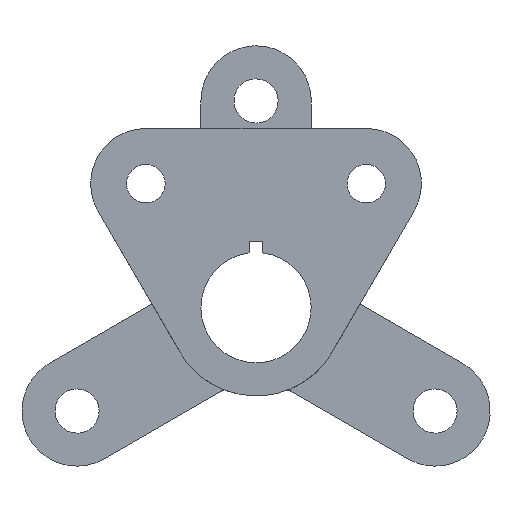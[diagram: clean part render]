
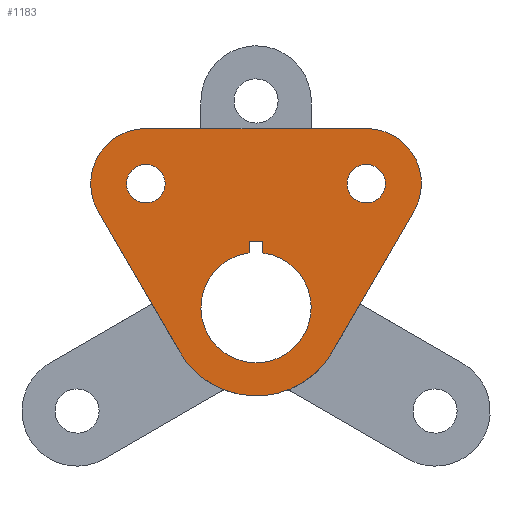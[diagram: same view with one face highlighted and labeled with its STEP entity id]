
A CAD part, front view. The second image highlights one B-rep face of the part: STEP entity #1183.
In plain terms, the highlighted free-form (B-spline) face has degree [1, 1] with [2, 2] control points.
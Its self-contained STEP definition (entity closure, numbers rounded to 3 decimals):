
#659 = VERTEX_POINT('',#660);
#660 = CARTESIAN_POINT('',(-45.759,0.,59.487));
#678 = VERTEX_POINT('',#679);
#679 = CARTESIAN_POINT('',(-45.759,0.,43.471));
#684 = EDGE_CURVE('',#678,#659,#685,.T.);
#685 = ( BOUNDED_CURVE() B_SPLINE_CURVE(2,(#686,#687,#688,#689,#690),
.UNSPECIFIED.,.F.,.F.) B_SPLINE_CURVE_WITH_KNOTS((3,2,3),(3.142,
4.712,6.283),.PIECEWISE_BEZIER_KNOTS.) CURVE() 
GEOMETRIC_REPRESENTATION_ITEM() RATIONAL_B_SPLINE_CURVE((1.,
0.707,1.,0.707,1.)) REPRESENTATION_ITEM('') );
#686 = CARTESIAN_POINT('',(-45.759,0.,43.471));
#687 = CARTESIAN_POINT('',(-53.767,0.,43.471));
#688 = CARTESIAN_POINT('',(-53.767,0.,51.479));
#689 = CARTESIAN_POINT('',(-53.767,0.,59.487));
#690 = CARTESIAN_POINT('',(-45.759,0.,59.487));
#755 = VERTEX_POINT('',#756);
#756 = CARTESIAN_POINT('',(45.759,0.,59.487));
#774 = VERTEX_POINT('',#775);
#775 = CARTESIAN_POINT('',(45.759,0.,43.471));
#780 = EDGE_CURVE('',#774,#755,#781,.T.);
#781 = ( BOUNDED_CURVE() B_SPLINE_CURVE(2,(#782,#783,#784,#785,#786),
.UNSPECIFIED.,.F.,.F.) B_SPLINE_CURVE_WITH_KNOTS((3,2,3),(3.142,
4.712,6.283),.PIECEWISE_BEZIER_KNOTS.) CURVE() 
GEOMETRIC_REPRESENTATION_ITEM() RATIONAL_B_SPLINE_CURVE((1.,
0.707,1.,0.707,1.)) REPRESENTATION_ITEM('') );
#782 = CARTESIAN_POINT('',(45.759,0.,43.471));
#783 = CARTESIAN_POINT('',(37.751,0.,43.471));
#784 = CARTESIAN_POINT('',(37.751,0.,51.479));
#785 = CARTESIAN_POINT('',(37.751,0.,59.487));
#786 = CARTESIAN_POINT('',(45.759,0.,59.487));
#805 = VERTEX_POINT('',#806);
#806 = CARTESIAN_POINT('',(2.86,0.,22.7));
#811 = EDGE_CURVE('',#805,#812,#814,.T.);
#812 = VERTEX_POINT('',#813);
#813 = CARTESIAN_POINT('',(0.,0.,-22.88));
#814 = ( BOUNDED_CURVE() B_SPLINE_CURVE(2,(#815,#816,#817,#818,#819),
.UNSPECIFIED.,.F.,.F.) B_SPLINE_CURVE_WITH_KNOTS((3,2,3),(0.125
,1.633,3.142),.PIECEWISE_BEZIER_KNOTS.) CURVE() 
GEOMETRIC_REPRESENTATION_ITEM() RATIONAL_B_SPLINE_CURVE((1.,
0.729,1.,0.729,1.)) REPRESENTATION_ITEM('') );
#815 = CARTESIAN_POINT('',(2.86,0.,22.7));
#816 = CARTESIAN_POINT('',(24.18,0.,20.014));
#817 = CARTESIAN_POINT('',(22.835,0.,-1.433));
#818 = CARTESIAN_POINT('',(21.489,0.,-22.88));
#819 = CARTESIAN_POINT('',(0.,0.,-22.88));
#922 = VERTEX_POINT('',#923);
#923 = CARTESIAN_POINT('',(31.659,0.,-18.379));
#928 = EDGE_CURVE('',#922,#929,#931,.T.);
#929 = VERTEX_POINT('',#930);
#930 = CARTESIAN_POINT('',(0.,0.,-36.607));
#931 = ( BOUNDED_CURVE() B_SPLINE_CURVE(2,(#932,#933,#934),
.UNSPECIFIED.,.F.,.F.) B_SPLINE_CURVE_WITH_KNOTS((3,3),(2.097,
3.142),.PIECEWISE_BEZIER_KNOTS.) CURVE() 
GEOMETRIC_REPRESENTATION_ITEM() RATIONAL_B_SPLINE_CURVE((1.,
0.867,1.)) REPRESENTATION_ITEM('') );
#932 = CARTESIAN_POINT('',(31.659,0.,-18.379));
#933 = CARTESIAN_POINT('',(21.077,0.,-36.607));
#934 = CARTESIAN_POINT('',(0.,0.,-36.607));
#965 = EDGE_CURVE('',#929,#966,#968,.T.);
#966 = VERTEX_POINT('',#967);
#967 = CARTESIAN_POINT('',(-31.659,0.,-18.379));
#968 = ( BOUNDED_CURVE() B_SPLINE_CURVE(2,(#969,#970,#971),
.UNSPECIFIED.,.F.,.F.) B_SPLINE_CURVE_WITH_KNOTS((3,3),(3.142,
4.186),.PIECEWISE_BEZIER_KNOTS.) CURVE() 
GEOMETRIC_REPRESENTATION_ITEM() RATIONAL_B_SPLINE_CURVE((1.,
0.867,1.)) REPRESENTATION_ITEM('') );
#969 = CARTESIAN_POINT('',(0.,0.,-36.607));
#970 = CARTESIAN_POINT('',(-21.077,0.,-36.607));
#971 = CARTESIAN_POINT('',(-31.659,0.,-18.379));
#1054 = EDGE_CURVE('',#812,#1055,#1057,.T.);
#1055 = VERTEX_POINT('',#1056);
#1056 = CARTESIAN_POINT('',(-2.86,0.,22.7));
#1057 = ( BOUNDED_CURVE() B_SPLINE_CURVE(2,(#1058,#1059,#1060,#1061,
#1062),.UNSPECIFIED.,.F.,.F.) B_SPLINE_CURVE_WITH_KNOTS((3,2,3),(
    3.142,4.65,6.158),
.PIECEWISE_BEZIER_KNOTS.) CURVE() GEOMETRIC_REPRESENTATION_ITEM() 
RATIONAL_B_SPLINE_CURVE((1.,0.729,1.,0.729,1.)) 
REPRESENTATION_ITEM('') );
#1058 = CARTESIAN_POINT('',(0.,0.,-22.88));
#1059 = CARTESIAN_POINT('',(-21.489,0.,-22.88));
#1060 = CARTESIAN_POINT('',(-22.835,0.,-1.433));
#1061 = CARTESIAN_POINT('',(-24.18,0.,20.014));
#1062 = CARTESIAN_POINT('',(-2.86,0.,22.7));
#1094 = EDGE_CURVE('',#805,#1095,#1097,.T.);
#1095 = VERTEX_POINT('',#1096);
#1096 = CARTESIAN_POINT('',(2.86,0.,27.455));
#1097 = B_SPLINE_CURVE_WITH_KNOTS('',1,(#1098,#1099),.UNSPECIFIED.,.F.,
  .F.,(2,2),(19.843,24.),.PIECEWISE_BEZIER_KNOTS.);
#1098 = CARTESIAN_POINT('',(2.86,0.,22.7));
#1099 = CARTESIAN_POINT('',(2.86,0.,27.455));
#1122 = EDGE_CURVE('',#1095,#1123,#1125,.T.);
#1123 = VERTEX_POINT('',#1124);
#1124 = CARTESIAN_POINT('',(-2.86,0.,27.455));
#1125 = B_SPLINE_CURVE_WITH_KNOTS('',1,(#1126,#1127),.UNSPECIFIED.,.F.,
  .F.,(2,2),(-2.5,2.5),.PIECEWISE_BEZIER_KNOTS.);
#1126 = CARTESIAN_POINT('',(2.86,0.,27.455));
#1127 = CARTESIAN_POINT('',(-2.86,0.,27.455));
#1150 = EDGE_CURVE('',#1055,#1123,#1151,.T.);
#1151 = B_SPLINE_CURVE_WITH_KNOTS('',1,(#1152,#1153),.UNSPECIFIED.,.F.,
  .F.,(2,2),(19.843,24.),.PIECEWISE_BEZIER_KNOTS.);
#1152 = CARTESIAN_POINT('',(-2.86,0.,22.7));
#1153 = CARTESIAN_POINT('',(-2.86,0.,27.455));
#1183 = ADVANCED_FACE('',(#1184,#1195,#1206,#1245),#1252,.F.);
#1184 = FACE_BOUND('',#1185,.T.);
#1185 = EDGE_LOOP('',(#1186,#1194));
#1186 = ORIENTED_EDGE('',*,*,#1187,.T.);
#1187 = EDGE_CURVE('',#659,#678,#1188,.T.);
#1188 = ( BOUNDED_CURVE() B_SPLINE_CURVE(2,(#1189,#1190,#1191,#1192,
#1193),.UNSPECIFIED.,.F.,.F.) B_SPLINE_CURVE_WITH_KNOTS((3,2,3),(0.,
1.571,3.142),.PIECEWISE_BEZIER_KNOTS.) CURVE() 
GEOMETRIC_REPRESENTATION_ITEM() RATIONAL_B_SPLINE_CURVE((1.,
0.707,1.,0.707,1.)) REPRESENTATION_ITEM('') );
#1189 = CARTESIAN_POINT('',(-45.759,0.,59.487));
#1190 = CARTESIAN_POINT('',(-37.751,0.,59.487));
#1191 = CARTESIAN_POINT('',(-37.751,0.,51.479));
#1192 = CARTESIAN_POINT('',(-37.751,0.,43.471));
#1193 = CARTESIAN_POINT('',(-45.759,0.,43.471));
#1194 = ORIENTED_EDGE('',*,*,#684,.T.);
#1195 = FACE_BOUND('',#1196,.T.);
#1196 = EDGE_LOOP('',(#1197,#1205));
#1197 = ORIENTED_EDGE('',*,*,#1198,.T.);
#1198 = EDGE_CURVE('',#755,#774,#1199,.T.);
#1199 = ( BOUNDED_CURVE() B_SPLINE_CURVE(2,(#1200,#1201,#1202,#1203,
#1204),.UNSPECIFIED.,.F.,.F.) B_SPLINE_CURVE_WITH_KNOTS((3,2,3),(0.,
1.571,3.142),.PIECEWISE_BEZIER_KNOTS.) CURVE() 
GEOMETRIC_REPRESENTATION_ITEM() RATIONAL_B_SPLINE_CURVE((1.,
0.707,1.,0.707,1.)) REPRESENTATION_ITEM('') );
#1200 = CARTESIAN_POINT('',(45.759,0.,59.487));
#1201 = CARTESIAN_POINT('',(53.767,0.,59.487));
#1202 = CARTESIAN_POINT('',(53.767,0.,51.479));
#1203 = CARTESIAN_POINT('',(53.767,0.,43.471));
#1204 = CARTESIAN_POINT('',(45.759,0.,43.471));
#1205 = ORIENTED_EDGE('',*,*,#780,.T.);
#1206 = FACE_BOUND('',#1207,.T.);
#1207 = EDGE_LOOP('',(#1208,#1209,#1216,#1224,#1231,#1239,#1244));
#1208 = ORIENTED_EDGE('',*,*,#928,.F.);
#1209 = ORIENTED_EDGE('',*,*,#1210,.F.);
#1210 = EDGE_CURVE('',#1211,#922,#1213,.T.);
#1211 = VERTEX_POINT('',#1212);
#1212 = CARTESIAN_POINT('',(65.546,0.,39.992));
#1213 = B_SPLINE_CURVE_WITH_KNOTS('',1,(#1214,#1215),.UNSPECIFIED.,.F.,
  .F.,(2,2),(-59.,0.),.PIECEWISE_BEZIER_KNOTS.);
#1214 = CARTESIAN_POINT('',(65.546,0.,39.992));
#1215 = CARTESIAN_POINT('',(31.659,0.,-18.379));
#1216 = ORIENTED_EDGE('',*,*,#1217,.F.);
#1217 = EDGE_CURVE('',#1218,#1211,#1220,.T.);
#1218 = VERTEX_POINT('',#1219);
#1219 = CARTESIAN_POINT('',(45.759,0.,74.359));
#1220 = ( BOUNDED_CURVE() B_SPLINE_CURVE(2,(#1221,#1222,#1223),
.UNSPECIFIED.,.F.,.F.) B_SPLINE_CURVE_WITH_KNOTS((3,3),(0.,
2.097),.PIECEWISE_BEZIER_KNOTS.) CURVE() 
GEOMETRIC_REPRESENTATION_ITEM() RATIONAL_B_SPLINE_CURVE((1.,
0.499,1.)) REPRESENTATION_ITEM('') );
#1221 = CARTESIAN_POINT('',(45.759,0.,74.359));
#1222 = CARTESIAN_POINT('',(85.497,0.,74.359));
#1223 = CARTESIAN_POINT('',(65.546,0.,39.992));
#1224 = ORIENTED_EDGE('',*,*,#1225,.T.);
#1225 = EDGE_CURVE('',#1218,#1226,#1228,.T.);
#1226 = VERTEX_POINT('',#1227);
#1227 = CARTESIAN_POINT('',(-45.759,0.,74.359));
#1228 = B_SPLINE_CURVE_WITH_KNOTS('',1,(#1229,#1230),.UNSPECIFIED.,.F.,
  .F.,(2,2),(-40.,40.),.PIECEWISE_BEZIER_KNOTS.);
#1229 = CARTESIAN_POINT('',(45.759,0.,74.359));
#1230 = CARTESIAN_POINT('',(-45.759,0.,74.359));
#1231 = ORIENTED_EDGE('',*,*,#1232,.T.);
#1232 = EDGE_CURVE('',#1226,#1233,#1235,.T.);
#1233 = VERTEX_POINT('',#1234);
#1234 = CARTESIAN_POINT('',(-65.546,0.,39.992));
#1235 = ( BOUNDED_CURVE() B_SPLINE_CURVE(2,(#1236,#1237,#1238),
.UNSPECIFIED.,.F.,.F.) B_SPLINE_CURVE_WITH_KNOTS((3,3),(0.,
2.097),.PIECEWISE_BEZIER_KNOTS.) CURVE() 
GEOMETRIC_REPRESENTATION_ITEM() RATIONAL_B_SPLINE_CURVE((1.,
0.499,1.)) REPRESENTATION_ITEM('') );
#1236 = CARTESIAN_POINT('',(-45.759,0.,74.359));
#1237 = CARTESIAN_POINT('',(-85.497,0.,74.359));
#1238 = CARTESIAN_POINT('',(-65.546,0.,39.992));
#1239 = ORIENTED_EDGE('',*,*,#1240,.T.);
#1240 = EDGE_CURVE('',#1233,#966,#1241,.T.);
#1241 = B_SPLINE_CURVE_WITH_KNOTS('',1,(#1242,#1243),.UNSPECIFIED.,.F.,
  .F.,(2,2),(-59.,0.),.PIECEWISE_BEZIER_KNOTS.);
#1242 = CARTESIAN_POINT('',(-65.546,0.,39.992));
#1243 = CARTESIAN_POINT('',(-31.659,0.,-18.379));
#1244 = ORIENTED_EDGE('',*,*,#965,.F.);
#1245 = FACE_BOUND('',#1246,.T.);
#1246 = EDGE_LOOP('',(#1247,#1248,#1249,#1250,#1251));
#1247 = ORIENTED_EDGE('',*,*,#811,.T.);
#1248 = ORIENTED_EDGE('',*,*,#1054,.T.);
#1249 = ORIENTED_EDGE('',*,*,#1150,.T.);
#1250 = ORIENTED_EDGE('',*,*,#1122,.F.);
#1251 = ORIENTED_EDGE('',*,*,#1094,.F.);
#1252 = B_SPLINE_SURFACE_WITH_KNOTS('',1,1,(
    (#1253,#1254)
    ,(#1255,#1256
    )),.UNSPECIFIED.,.F.,.F.,.F.,(2,2),(2,2),(-32.,65.),(-60.,60.),
  .PIECEWISE_BEZIER_KNOTS.);
#1253 = CARTESIAN_POINT('',(-68.639,0.,-36.607));
#1254 = CARTESIAN_POINT('',(68.639,0.,-36.607));
#1255 = CARTESIAN_POINT('',(-68.639,0.,74.359));
#1256 = CARTESIAN_POINT('',(68.639,0.,74.359));
